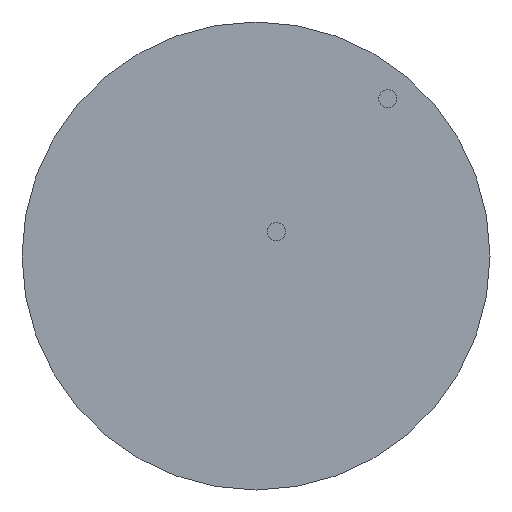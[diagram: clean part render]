
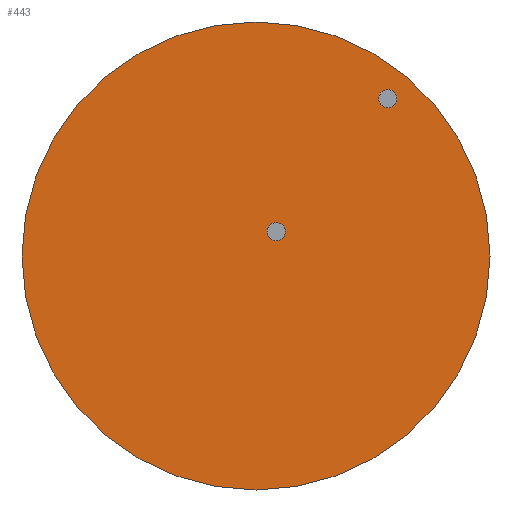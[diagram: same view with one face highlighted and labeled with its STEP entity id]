
A CAD part, front view. The second image highlights one B-rep face of the part: STEP entity #443.
In plain terms, the highlighted planar face has unit normal (0, -1, 0).
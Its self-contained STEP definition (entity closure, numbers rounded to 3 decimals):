
#19 = DIRECTION ( 'NONE',  ( 0., 0., -1. ) ) ;
#26 = VERTEX_POINT ( 'NONE', #132 ) ;
#42 = AXIS2_PLACEMENT_3D ( 'NONE', #196, #157, #235 ) ;
#62 = AXIS2_PLACEMENT_3D ( 'NONE', #184, #514, #355 ) ;
#109 = ORIENTED_EDGE ( 'NONE', *, *, #498, .T. ) ;
#132 = CARTESIAN_POINT ( 'NONE',  ( 0., -1.5, -22. ) ) ;
#157 = DIRECTION ( 'NONE',  ( 0., -1., 0. ) ) ;
#175 = CIRCLE ( 'NONE', #339, 22. ) ;
#184 = CARTESIAN_POINT ( 'NONE',  ( 0., -1.5, 0. ) ) ;
#196 = CARTESIAN_POINT ( 'NONE',  ( 0., -1.5, 0. ) ) ;
#222 = EDGE_CURVE ( 'NONE', #26, #249, #492, .T. ) ;
#235 = DIRECTION ( 'NONE',  ( 0., 0., -1. ) ) ;
#249 = VERTEX_POINT ( 'NONE', #283 ) ;
#283 = CARTESIAN_POINT ( 'NONE',  ( 0., -1.5, 22. ) ) ;
#323 = EDGE_LOOP ( 'NONE', ( #109, #513 ) ) ;
#339 = AXIS2_PLACEMENT_3D ( 'NONE', #343, #456, #19 ) ;
#343 = CARTESIAN_POINT ( 'NONE',  ( 0., -1.5, 0. ) ) ;
#355 = DIRECTION ( 'NONE',  ( 0., 0., -1. ) ) ;
#395 = PLANE ( 'NONE',  #42 ) ;
#443 = ADVANCED_FACE ( 'NONE', ( #488 ), #395, .T. ) ;
#456 = DIRECTION ( 'NONE',  ( 0., -1., 0. ) ) ;
#488 = FACE_OUTER_BOUND ( 'NONE', #323, .T. ) ;
#492 = CIRCLE ( 'NONE', #62, 22. ) ;
#498 = EDGE_CURVE ( 'NONE', #249, #26, #175, .T. ) ;
#513 = ORIENTED_EDGE ( 'NONE', *, *, #222, .T. ) ;
#514 = DIRECTION ( 'NONE',  ( 0., -1., 0. ) ) ;
